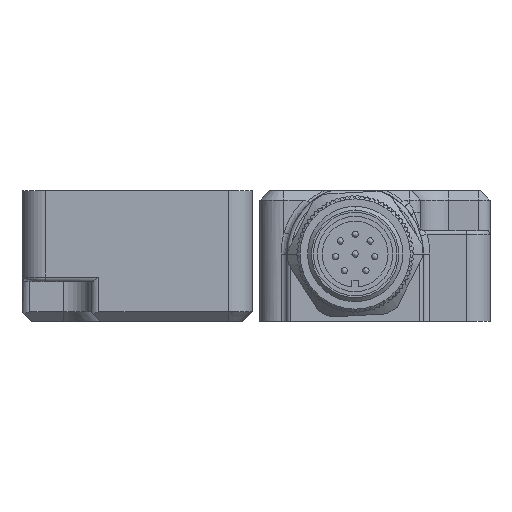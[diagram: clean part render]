
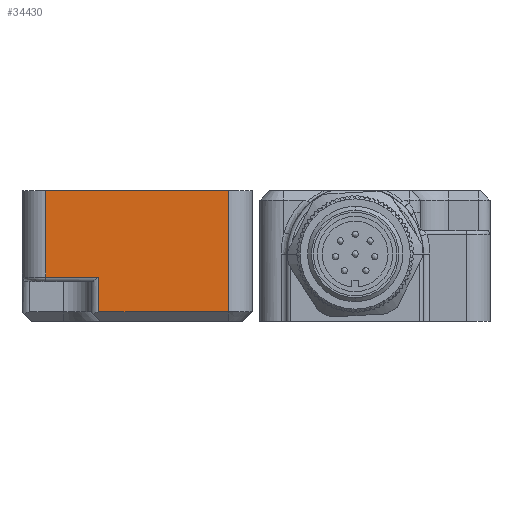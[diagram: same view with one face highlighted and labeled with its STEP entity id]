
A CAD part, front view. The second image highlights one B-rep face of the part: STEP entity #34430.
In plain terms, the highlighted face is planar.
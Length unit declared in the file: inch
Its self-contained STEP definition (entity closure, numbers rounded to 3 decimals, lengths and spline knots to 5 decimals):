
#499 = DIRECTION ( 'NONE',  ( 1., 0., 0. ) ) ;
#1403 = EDGE_CURVE ( 'NONE', #21425, #1947, #37413, .T. ) ;
#1728 = DIRECTION ( 'NONE',  ( 0., 0., 1. ) ) ;
#1947 = VERTEX_POINT ( 'NONE', #6809 ) ;
#3177 = EDGE_CURVE ( 'NONE', #4430, #46540, #6583, .T. ) ;
#4430 = VERTEX_POINT ( 'NONE', #25684 ) ;
#5140 = LINE ( 'NONE', #17470, #14518 ) ;
#5441 = DIRECTION ( 'NONE',  ( -1., 0., 0. ) ) ;
#6583 = LINE ( 'NONE', #28886, #9761 ) ;
#6809 = CARTESIAN_POINT ( 'NONE',  ( -0.18898, 2.95276, 0.42913 ) ) ;
#8584 = CARTESIAN_POINT ( 'NONE',  ( -0.57087, 2.95276, 0.60236 ) ) ;
#9483 = DIRECTION ( 'NONE',  ( 0., 0., -1. ) ) ;
#9639 = ORIENTED_EDGE ( 'NONE', *, *, #1403, .F. ) ;
#9761 = VECTOR ( 'NONE', #9483, 39.37008 ) ;
#10632 = ORIENTED_EDGE ( 'NONE', *, *, #3177, .F. ) ;
#11623 = CARTESIAN_POINT ( 'NONE',  ( -0.18898, 2.95276, 0.64961 ) ) ;
#13123 = LINE ( 'NONE', #8584, #19994 ) ;
#13899 = FACE_OUTER_BOUND ( 'NONE', #39441, .T. ) ;
#14518 = VECTOR ( 'NONE', #1728, 39.37008 ) ;
#16621 = CARTESIAN_POINT ( 'NONE',  ( -0.18898, 2.95276, 0.60236 ) ) ;
#17470 = CARTESIAN_POINT ( 'NONE',  ( 0.45276, 2.95276, 0.64961 ) ) ;
#18379 = VERTEX_POINT ( 'NONE', #43631 ) ;
#18576 = CARTESIAN_POINT ( 'NONE',  ( -0.45276, 2.95276, 0. ) ) ;
#19474 = DIRECTION ( 'NONE',  ( 0., 0., -1. ) ) ;
#19994 = VECTOR ( 'NONE', #5441, 39.37008 ) ;
#21425 = VERTEX_POINT ( 'NONE', #16621 ) ;
#21856 = LINE ( 'NONE', #24438, #40044 ) ;
#22255 = CARTESIAN_POINT ( 'NONE',  ( -0.57087, 2.95276, 0.42913 ) ) ;
#24097 = ORIENTED_EDGE ( 'NONE', *, *, #44781, .F. ) ;
#24438 = CARTESIAN_POINT ( 'NONE',  ( -0.57087, 2.95276, 0. ) ) ;
#24453 = ORIENTED_EDGE ( 'NONE', *, *, #47710, .F. ) ;
#25553 = DIRECTION ( 'NONE',  ( 0., 0., -1. ) ) ;
#25684 = CARTESIAN_POINT ( 'NONE',  ( -0.45276, 2.95276, 0.42913 ) ) ;
#28026 = VECTOR ( 'NONE', #19474, 39.37008 ) ;
#28886 = CARTESIAN_POINT ( 'NONE',  ( -0.45276, 2.95276, 0.64961 ) ) ;
#29375 = EDGE_CURVE ( 'NONE', #46540, #50404, #21856, .T. ) ;
#29558 = PLANE ( 'NONE',  #34073 ) ;
#34073 = AXIS2_PLACEMENT_3D ( 'NONE', #37440, #45510, #25553 ) ;
#34430 = ADVANCED_FACE ( 'NONE', ( #13899 ), #29558, .F. ) ;
#37313 = LINE ( 'NONE', #22255, #46077 ) ;
#37413 = LINE ( 'NONE', #11623, #28026 ) ;
#37440 = CARTESIAN_POINT ( 'NONE',  ( -0.57087, 2.95276, 0.64961 ) ) ;
#39441 = EDGE_LOOP ( 'NONE', ( #24097, #9639, #44710, #24453, #45809, #10632 ) ) ;
#40044 = VECTOR ( 'NONE', #499, 39.37008 ) ;
#42022 = DIRECTION ( 'NONE',  ( -1., 0., 0. ) ) ;
#42906 = CARTESIAN_POINT ( 'NONE',  ( 0.45276, 2.95276, 0. ) ) ;
#43631 = CARTESIAN_POINT ( 'NONE',  ( 0.45276, 2.95276, 0.60236 ) ) ;
#44710 = ORIENTED_EDGE ( 'NONE', *, *, #50631, .F. ) ;
#44781 = EDGE_CURVE ( 'NONE', #1947, #4430, #37313, .T. ) ;
#45510 = DIRECTION ( 'NONE',  ( 0., -1., 0. ) ) ;
#45809 = ORIENTED_EDGE ( 'NONE', *, *, #29375, .F. ) ;
#46077 = VECTOR ( 'NONE', #42022, 39.37008 ) ;
#46540 = VERTEX_POINT ( 'NONE', #18576 ) ;
#47710 = EDGE_CURVE ( 'NONE', #50404, #18379, #5140, .T. ) ;
#50404 = VERTEX_POINT ( 'NONE', #42906 ) ;
#50631 = EDGE_CURVE ( 'NONE', #18379, #21425, #13123, .T. ) ;
